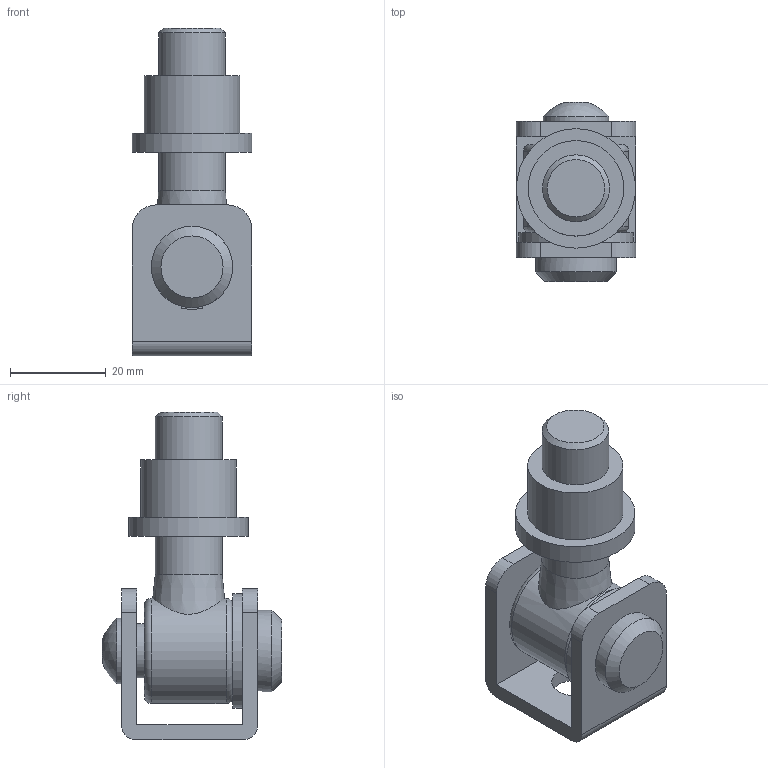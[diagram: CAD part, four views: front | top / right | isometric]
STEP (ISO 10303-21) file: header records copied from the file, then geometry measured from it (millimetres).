
FILE_DESCRIPTION (( 'STEP AP203' ), '1' );
FILE_NAME ('120-M14-VA.STEP', '2020-03-17T11:39:52', ( '' ), ( '' ), 'SwSTEP 2.0', 'SolidWorks 2015', '' );
FILE_SCHEMA (( 'CONFIG_CONTROL_DESIGN' ));
Length unit declared in the file: millimetre
Products named in the file (13): 120-M14-VA; 120-M14-VA Teil6; 120-M14-VA Teil2_120-M14-VA Teil2; 120-M14-VA Teil4; 120-M14-VA Teil1; 120-M14-VA Teil4_120-M14-VA Teil4; 120-M14-VA Teil3_120-M14-VA Teil3; 120-M14-VA Teil6_120-M14-VA Teil6; 120-M14-VA Teil5; 120-M14-VA Teil3; 120-M14-VA Teil2; 120-M14-VA Teil1_120-M14-VA Teil1; 120-M14-VA Teil5_120-M14-VA Teil5
Assembly tree (6 placements, depth 2):
  120-M14-VA
    120-M14-VA Teil1_120-M14-VA Teil1
    120-M14-VA Teil5_120-M14-VA Teil5
    120-M14-VA Teil6_120-M14-VA Teil6
    120-M14-VA Teil2_120-M14-VA Teil2
    120-M14-VA Teil3_120-M14-VA Teil3
    120-M14-VA Teil4_120-M14-VA Teil4
  120-M14-VA Teil6
  120-M14-VA Teil4
  120-M14-VA Teil1
  120-M14-VA Teil5
Bounding box: 25 x 37.5 x 68.6 mm (x, y, z)
Volume: 25664.9 mm3; surface area: 14442.4 mm2
Topology: 6 solids, 6 shells, 286 faces, 730 edges, 484 vertices
Faces by surface type: plane 183, bspline 63, cylinder 24, cone 13, torus 2, sphere 1
Full cylindrical faces by diameter (mm): 5 x1, 6 x1, 6.8 x1, 10.2 x1, 11.4 x1, 11.6 x1, 11.8 x1, 12 x1, 13 x1, 13.8 x1, 14 x1, 17 x1, 20 x1, 22 x1, 24 x1, 25 x1
Entity records: 13006 total; most frequent: CARTESIAN_POINT 5451, ORIENTED_EDGE 1376, DIRECTION 1081, EDGE_CURVE 688, VECTOR 491, LINE 491, VERTEX_POINT 473, EDGE_LOOP 357
